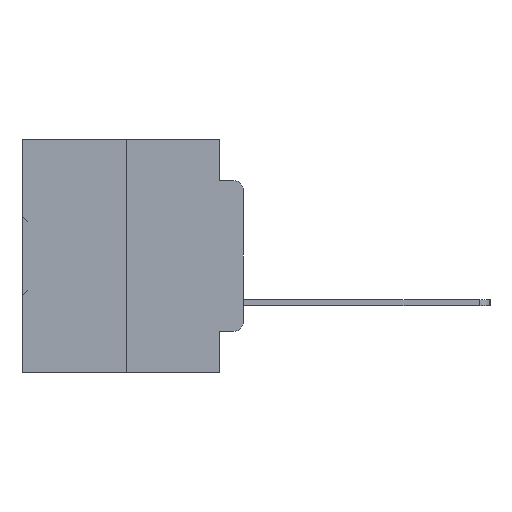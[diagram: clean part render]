
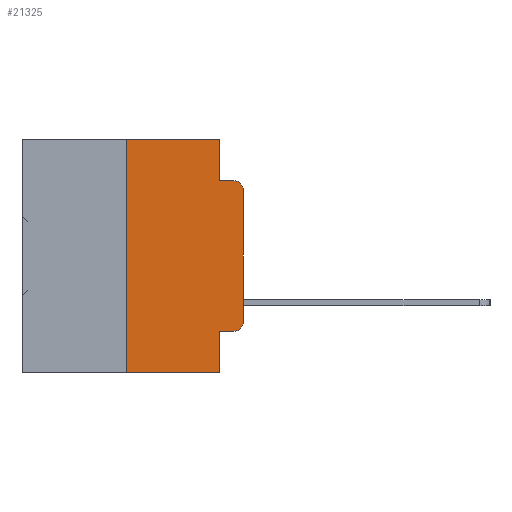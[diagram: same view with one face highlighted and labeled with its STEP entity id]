
A CAD part, left-side view. The second image highlights one B-rep face of the part: STEP entity #21325.
In plain terms, the highlighted planar face has unit normal (-1, 0, 0).
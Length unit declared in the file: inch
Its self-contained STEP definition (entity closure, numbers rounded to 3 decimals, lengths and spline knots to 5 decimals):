
#177 = LINE ( 'NONE', #7825, #14947 ) ;
#1087 = DIRECTION ( 'NONE',  ( 1., 0., 0. ) ) ;
#1209 = DIRECTION ( 'NONE',  ( -1., 0., 0. ) ) ;
#1566 = LINE ( 'NONE', #26731, #16351 ) ;
#2159 = LINE ( 'NONE', #13156, #32164 ) ;
#2206 = EDGE_CURVE ( 'NONE', #4564, #5009, #7912, .T. ) ;
#2373 = AXIS2_PLACEMENT_3D ( 'NONE', #18768, #1087, #21669 ) ;
#3503 = VERTEX_POINT ( 'NONE', #35168 ) ;
#4036 = VERTEX_POINT ( 'NONE', #23410 ) ;
#4564 = VERTEX_POINT ( 'NONE', #14067 ) ;
#4649 = FACE_OUTER_BOUND ( 'NONE', #16443, .T. ) ;
#5009 = VERTEX_POINT ( 'NONE', #7513 ) ;
#5455 = EDGE_CURVE ( 'NONE', #34273, #4036, #26672, .T. ) ;
#5888 = DIRECTION ( 'NONE',  ( 0., 0., 1. ) ) ;
#6049 = VERTEX_POINT ( 'NONE', #21757 ) ;
#7489 = ORIENTED_EDGE ( 'NONE', *, *, #12118, .F. ) ;
#7513 = CARTESIAN_POINT ( 'NONE',  ( 0., 0.25, 0. ) ) ;
#7533 = CARTESIAN_POINT ( 'NONE',  ( 0., 0.051, -0.0885 ) ) ;
#7825 = CARTESIAN_POINT ( 'NONE',  ( 0., 0.473, -0.5 ) ) ;
#7912 = LINE ( 'NONE', #26269, #19828 ) ;
#9316 = ORIENTED_EDGE ( 'NONE', *, *, #34302, .F. ) ;
#9659 = EDGE_CURVE ( 'NONE', #24738, #20239, #20736, .T. ) ;
#10376 = CARTESIAN_POINT ( 'NONE',  ( 0., 0.051, 0. ) ) ;
#12118 = EDGE_CURVE ( 'NONE', #6049, #23682, #2159, .T. ) ;
#12412 = DIRECTION ( 'NONE',  ( 0., -1., 0. ) ) ;
#12461 = CARTESIAN_POINT ( 'NONE',  ( 0., 0.02, -0.3915 ) ) ;
#12501 = ORIENTED_EDGE ( 'NONE', *, *, #26665, .T. ) ;
#12989 = ORIENTED_EDGE ( 'NONE', *, *, #31451, .F. ) ;
#13156 = CARTESIAN_POINT ( 'NONE',  ( 0., 0.051, 0. ) ) ;
#13717 = VECTOR ( 'NONE', #33471, 39.37008 ) ;
#13811 = AXIS2_PLACEMENT_3D ( 'NONE', #12461, #32583, #15430 ) ;
#14067 = CARTESIAN_POINT ( 'NONE',  ( 0., 0.25, -0.5 ) ) ;
#14199 = CIRCLE ( 'NONE', #13811, 0.02 ) ;
#14947 = VECTOR ( 'NONE', #28087, 39.37008 ) ;
#15430 = DIRECTION ( 'NONE',  ( 0., 0., -1. ) ) ;
#16351 = VECTOR ( 'NONE', #12412, 39.37008 ) ;
#16443 = EDGE_LOOP ( 'NONE', ( #28264, #24789, #12989, #7489, #9316, #20311, #37128, #17559, #12501, #29199 ) ) ;
#16536 = EDGE_CURVE ( 'NONE', #3503, #34273, #25539, .T. ) ;
#17559 = ORIENTED_EDGE ( 'NONE', *, *, #9659, .F. ) ;
#17619 = CARTESIAN_POINT ( 'NONE',  ( 0., 0.02, -0.4115 ) ) ;
#17811 = AXIS2_PLACEMENT_3D ( 'NONE', #18897, #1209, #21798 ) ;
#18217 = CARTESIAN_POINT ( 'NONE',  ( 0., 0., 0. ) ) ;
#18768 = CARTESIAN_POINT ( 'NONE',  ( 0., 0.473, 0. ) ) ;
#18803 = VERTEX_POINT ( 'NONE', #17619 ) ;
#18897 = CARTESIAN_POINT ( 'NONE',  ( 0., 0.02, -0.1085 ) ) ;
#19711 = EDGE_CURVE ( 'NONE', #4564, #20239, #177, .T. ) ;
#19828 = VECTOR ( 'NONE', #5888, 39.37008 ) ;
#20239 = VERTEX_POINT ( 'NONE', #30547 ) ;
#20311 = ORIENTED_EDGE ( 'NONE', *, *, #2206, .F. ) ;
#20736 = LINE ( 'NONE', #10376, #27446 ) ;
#21115 = DIRECTION ( 'NONE',  ( 0., 0., 1. ) ) ;
#21325 = ADVANCED_FACE ( 'NONE', ( #4649 ), #35659, .F. ) ;
#21392 = CARTESIAN_POINT ( 'NONE',  ( 0., 0., -0.1085 ) ) ;
#21669 = DIRECTION ( 'NONE',  ( 0., 0., -1. ) ) ;
#21757 = CARTESIAN_POINT ( 'NONE',  ( 0., 0.051, 0. ) ) ;
#21798 = DIRECTION ( 'NONE',  ( 0., 0., -1. ) ) ;
#23004 = LINE ( 'NONE', #24391, #37108 ) ;
#23090 = EDGE_CURVE ( 'NONE', #18803, #3503, #14199, .T. ) ;
#23295 = LINE ( 'NONE', #7533, #13717 ) ;
#23410 = CARTESIAN_POINT ( 'NONE',  ( 0., 0.02, -0.0885 ) ) ;
#23682 = VERTEX_POINT ( 'NONE', #27303 ) ;
#24391 = CARTESIAN_POINT ( 'NONE',  ( 0., 0.473, 0. ) ) ;
#24656 = VECTOR ( 'NONE', #21115, 39.37008 ) ;
#24711 = DIRECTION ( 'NONE',  ( 0., 0., -1. ) ) ;
#24738 = VERTEX_POINT ( 'NONE', #28955 ) ;
#24789 = ORIENTED_EDGE ( 'NONE', *, *, #5455, .T. ) ;
#24869 = DIRECTION ( 'NONE',  ( 0., 0., -1. ) ) ;
#25539 = LINE ( 'NONE', #18217, #24656 ) ;
#26269 = CARTESIAN_POINT ( 'NONE',  ( 0., 0.25, 0. ) ) ;
#26665 = EDGE_CURVE ( 'NONE', #24738, #18803, #1566, .T. ) ;
#26672 = CIRCLE ( 'NONE', #17811, 0.02 ) ;
#26731 = CARTESIAN_POINT ( 'NONE',  ( 0., 0.051, -0.4115 ) ) ;
#27303 = CARTESIAN_POINT ( 'NONE',  ( 0., 0.051, -0.0885 ) ) ;
#27446 = VECTOR ( 'NONE', #24869, 39.37008 ) ;
#28087 = DIRECTION ( 'NONE',  ( 0., -1., 0. ) ) ;
#28264 = ORIENTED_EDGE ( 'NONE', *, *, #16536, .T. ) ;
#28955 = CARTESIAN_POINT ( 'NONE',  ( 0., 0.051, -0.4115 ) ) ;
#29199 = ORIENTED_EDGE ( 'NONE', *, *, #23090, .T. ) ;
#30547 = CARTESIAN_POINT ( 'NONE',  ( 0., 0.051, -0.5 ) ) ;
#31451 = EDGE_CURVE ( 'NONE', #23682, #4036, #23295, .T. ) ;
#32164 = VECTOR ( 'NONE', #24711, 39.37008 ) ;
#32583 = DIRECTION ( 'NONE',  ( -1., 0., 0. ) ) ;
#32923 = DIRECTION ( 'NONE',  ( 0., -1., 0. ) ) ;
#33471 = DIRECTION ( 'NONE',  ( 0., -1., 0. ) ) ;
#34273 = VERTEX_POINT ( 'NONE', #21392 ) ;
#34302 = EDGE_CURVE ( 'NONE', #5009, #6049, #23004, .T. ) ;
#35168 = CARTESIAN_POINT ( 'NONE',  ( 0., 0., -0.3915 ) ) ;
#35659 = PLANE ( 'NONE',  #2373 ) ;
#37108 = VECTOR ( 'NONE', #32923, 39.37008 ) ;
#37128 = ORIENTED_EDGE ( 'NONE', *, *, #19711, .T. ) ;
